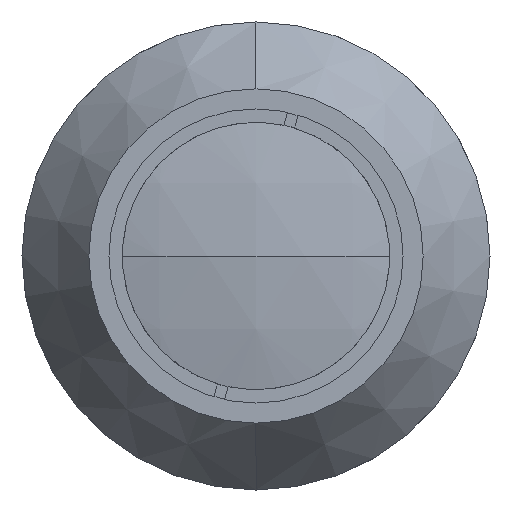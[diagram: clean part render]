
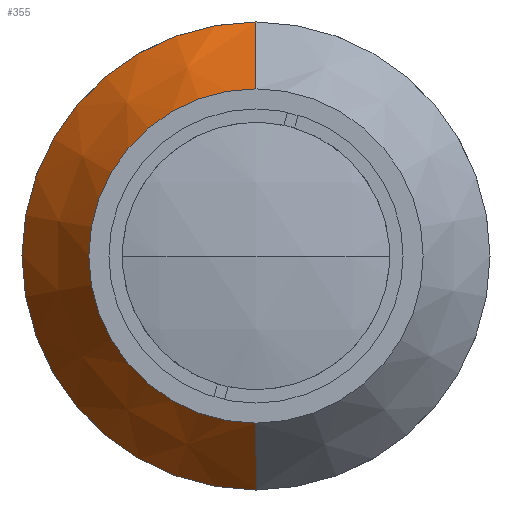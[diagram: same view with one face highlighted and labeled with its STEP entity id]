
A CAD part, left-side view. The second image highlights one B-rep face of the part: STEP entity #355.
In plain terms, the highlighted conical face has half-angle 35 degrees and reference radius 21 mm.
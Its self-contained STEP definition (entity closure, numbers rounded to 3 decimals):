
#75 = LINE ( 'NONE', #2038, #3603 ) ;
#87 = ORIENTED_EDGE ( 'NONE', *, *, #1952, .F. ) ;
#323 = VERTEX_POINT ( 'NONE', #2500 ) ;
#355 = ADVANCED_FACE ( 'NONE', ( #1830 ), #1364, .T. ) ;
#358 = CARTESIAN_POINT ( 'NONE',  ( 15., 0., 0. ) ) ;
#492 = VECTOR ( 'NONE', #1393, 1000. ) ;
#556 = VERTEX_POINT ( 'NONE', #3719 ) ;
#694 = DIRECTION ( 'NONE',  ( 0., 0., 1. ) ) ;
#861 = ORIENTED_EDGE ( 'NONE', *, *, #1957, .T. ) ;
#917 = ORIENTED_EDGE ( 'NONE', *, *, #1895, .T. ) ;
#982 = ORIENTED_EDGE ( 'NONE', *, *, #1967, .F. ) ;
#1039 = CARTESIAN_POINT ( 'NONE',  ( 23.569, 0., -21. ) ) ;
#1364 = CONICAL_SURFACE ( 'NONE', #2633, 21., 0.611 ) ;
#1384 = AXIS2_PLACEMENT_3D ( 'NONE', #358, #2580, #694 ) ;
#1393 = DIRECTION ( 'NONE',  ( 0.819, 0., -0.574 ) ) ;
#1484 = AXIS2_PLACEMENT_3D ( 'NONE', #1671, #3557, #1998 ) ;
#1654 = CARTESIAN_POINT ( 'NONE',  ( 23.569, 0., 0. ) ) ;
#1671 = CARTESIAN_POINT ( 'NONE',  ( 23.569, 0., 0. ) ) ;
#1830 = FACE_OUTER_BOUND ( 'NONE', #1925, .T. ) ;
#1895 = EDGE_CURVE ( 'NONE', #556, #323, #3394, .T. ) ;
#1901 = CARTESIAN_POINT ( 'NONE',  ( 15., 0., 15. ) ) ;
#1925 = EDGE_LOOP ( 'NONE', ( #87, #861, #917, #982 ) ) ;
#1952 = EDGE_CURVE ( 'NONE', #2684, #3277, #2244, .T. ) ;
#1957 = EDGE_CURVE ( 'NONE', #2684, #556, #75, .T. ) ;
#1967 = EDGE_CURVE ( 'NONE', #3277, #323, #2785, .T. ) ;
#1998 = DIRECTION ( 'NONE',  ( 0., 0., 1. ) ) ;
#2038 = CARTESIAN_POINT ( 'NONE',  ( 23.569, 0., 21. ) ) ;
#2244 = CIRCLE ( 'NONE', #1384, 15. ) ;
#2266 = DIRECTION ( 'NONE',  ( 1., 0., 0. ) ) ;
#2311 = DIRECTION ( 'NONE',  ( 0.819, 0., 0.574 ) ) ;
#2500 = CARTESIAN_POINT ( 'NONE',  ( 23.569, 0., -21. ) ) ;
#2580 = DIRECTION ( 'NONE',  ( -1., 0., 0. ) ) ;
#2633 = AXIS2_PLACEMENT_3D ( 'NONE', #1654, #2266, #3053 ) ;
#2684 = VERTEX_POINT ( 'NONE', #1901 ) ;
#2785 = LINE ( 'NONE', #1039, #492 ) ;
#3053 = DIRECTION ( 'NONE',  ( 0., 0., -1. ) ) ;
#3277 = VERTEX_POINT ( 'NONE', #3790 ) ;
#3394 = CIRCLE ( 'NONE', #1484, 21. ) ;
#3557 = DIRECTION ( 'NONE',  ( -1., 0., 0. ) ) ;
#3603 = VECTOR ( 'NONE', #2311, 1000. ) ;
#3719 = CARTESIAN_POINT ( 'NONE',  ( 23.569, 0., 21. ) ) ;
#3790 = CARTESIAN_POINT ( 'NONE',  ( 15., 0., -15. ) ) ;
